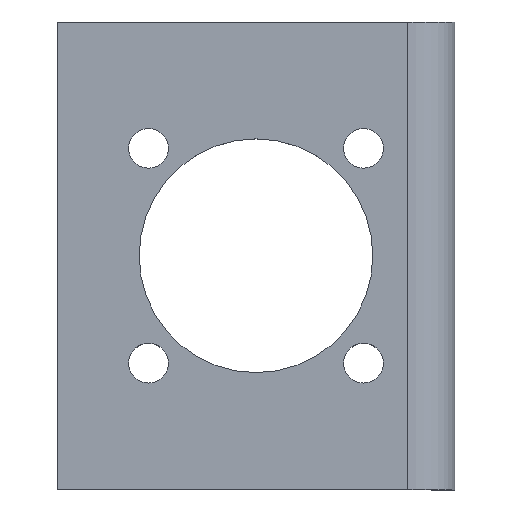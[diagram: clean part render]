
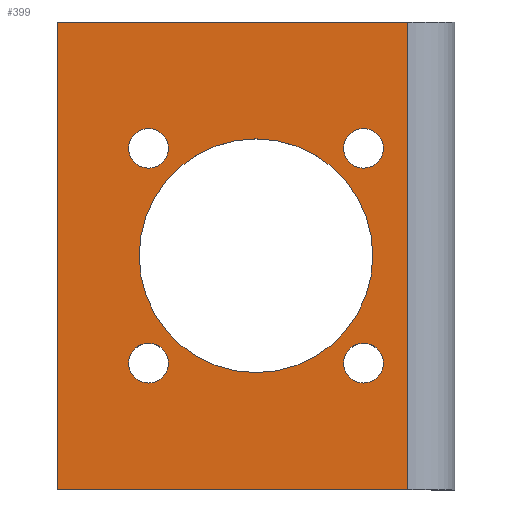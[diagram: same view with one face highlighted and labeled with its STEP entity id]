
A CAD part, top view. The second image highlights one B-rep face of the part: STEP entity #399.
In plain terms, the highlighted planar face has unit normal (0, 0, 1).
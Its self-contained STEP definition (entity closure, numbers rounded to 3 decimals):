
#23=PLANE('',#464);
#28=LINE('',#637,#52);
#43=LINE('',#673,#67);
#46=LINE('',#679,#70);
#47=LINE('',#680,#71);
#52=VECTOR('',#529,10.);
#67=VECTOR('',#568,10.);
#70=VECTOR('',#573,10.);
#71=VECTOR('',#574,10.);
#92=FACE_BOUND('',#162,.T.);
#93=FACE_BOUND('',#163,.T.);
#94=FACE_BOUND('',#164,.T.);
#95=FACE_BOUND('',#165,.T.);
#96=FACE_BOUND('',#166,.T.);
#121=FACE_OUTER_BOUND('',#161,.T.);
#161=EDGE_LOOP('',(#343,#344,#345,#346));
#162=EDGE_LOOP('',(#347));
#163=EDGE_LOOP('',(#348));
#164=EDGE_LOOP('',(#349));
#165=EDGE_LOOP('',(#350));
#166=EDGE_LOOP('',(#351));
#176=CIRCLE('',#425,1.7);
#178=CIRCLE('',#428,1.7);
#180=CIRCLE('',#431,1.7);
#182=CIRCLE('',#434,1.7);
#192=CIRCLE('',#449,10.);
#198=VERTEX_POINT('',#588);
#200=VERTEX_POINT('',#593);
#202=VERTEX_POINT('',#598);
#204=VERTEX_POINT('',#603);
#214=VERTEX_POINT('',#628);
#217=VERTEX_POINT('',#634);
#218=VERTEX_POINT('',#636);
#227=VERTEX_POINT('',#672);
#229=VERTEX_POINT('',#678);
#232=EDGE_CURVE('',#198,#198,#176,.T.);
#234=EDGE_CURVE('',#200,#200,#178,.T.);
#236=EDGE_CURVE('',#202,#202,#180,.T.);
#238=EDGE_CURVE('',#204,#204,#182,.T.);
#248=EDGE_CURVE('',#214,#214,#192,.T.);
#251=EDGE_CURVE('',#218,#217,#28,.T.);
#269=EDGE_CURVE('',#218,#227,#43,.T.);
#272=EDGE_CURVE('',#229,#217,#46,.T.);
#273=EDGE_CURVE('',#227,#229,#47,.T.);
#343=ORIENTED_EDGE('',*,*,#251,.T.);
#344=ORIENTED_EDGE('',*,*,#272,.F.);
#345=ORIENTED_EDGE('',*,*,#273,.F.);
#346=ORIENTED_EDGE('',*,*,#269,.F.);
#347=ORIENTED_EDGE('',*,*,#232,.T.);
#348=ORIENTED_EDGE('',*,*,#234,.T.);
#349=ORIENTED_EDGE('',*,*,#236,.T.);
#350=ORIENTED_EDGE('',*,*,#238,.T.);
#351=ORIENTED_EDGE('',*,*,#248,.T.);
#399=ADVANCED_FACE('',(#121,#92,#93,#94,#95,#96),#23,.T.);
#425=AXIS2_PLACEMENT_3D('',#589,#474,#475);
#428=AXIS2_PLACEMENT_3D('',#594,#480,#481);
#431=AXIS2_PLACEMENT_3D('',#599,#486,#487);
#434=AXIS2_PLACEMENT_3D('',#604,#492,#493);
#449=AXIS2_PLACEMENT_3D('',#629,#522,#523);
#464=AXIS2_PLACEMENT_3D('',#677,#571,#572);
#474=DIRECTION('center_axis',(0.,0.,-1.));
#475=DIRECTION('ref_axis',(-1.,0.,0.));
#480=DIRECTION('center_axis',(0.,0.,-1.));
#481=DIRECTION('ref_axis',(-1.,0.,0.));
#486=DIRECTION('center_axis',(0.,0.,-1.));
#487=DIRECTION('ref_axis',(-1.,0.,0.));
#492=DIRECTION('center_axis',(0.,0.,-1.));
#493=DIRECTION('ref_axis',(-1.,0.,0.));
#522=DIRECTION('center_axis',(0.,0.,-1.));
#523=DIRECTION('ref_axis',(-1.,0.,0.));
#529=DIRECTION('',(0.,1.,0.));
#568=DIRECTION('',(-1.,0.,0.));
#571=DIRECTION('center_axis',(0.,0.,1.));
#572=DIRECTION('ref_axis',(1.,0.,0.));
#573=DIRECTION('',(1.,0.,0.));
#574=DIRECTION('',(0.,1.,0.));
#588=CARTESIAN_POINT('',(-7.492,9.192,2.));
#589=CARTESIAN_POINT('Origin',(-9.192,9.192,2.));
#593=CARTESIAN_POINT('',(10.892,-9.192,2.));
#594=CARTESIAN_POINT('Origin',(9.192,-9.192,2.));
#598=CARTESIAN_POINT('',(-7.492,-9.192,2.));
#599=CARTESIAN_POINT('Origin',(-9.192,-9.192,2.));
#603=CARTESIAN_POINT('',(10.892,9.192,2.));
#604=CARTESIAN_POINT('Origin',(9.192,9.192,2.));
#628=CARTESIAN_POINT('',(10.,0.,2.));
#629=CARTESIAN_POINT('Origin',(0.,0.,2.));
#634=CARTESIAN_POINT('',(13.,20.,2.));
#636=CARTESIAN_POINT('',(13.,-20.,2.));
#637=CARTESIAN_POINT('',(13.,-10.,2.));
#672=CARTESIAN_POINT('',(-17.,-20.,2.));
#673=CARTESIAN_POINT('',(-17.,-20.,2.));
#677=CARTESIAN_POINT('Origin',(0.,0.,
2.));
#678=CARTESIAN_POINT('',(-17.,20.,2.));
#679=CARTESIAN_POINT('',(17.,20.,2.));
#680=CARTESIAN_POINT('',(-17.,20.,2.));
